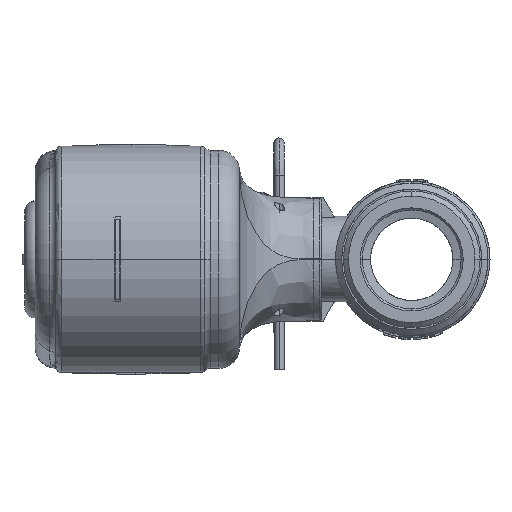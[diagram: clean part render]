
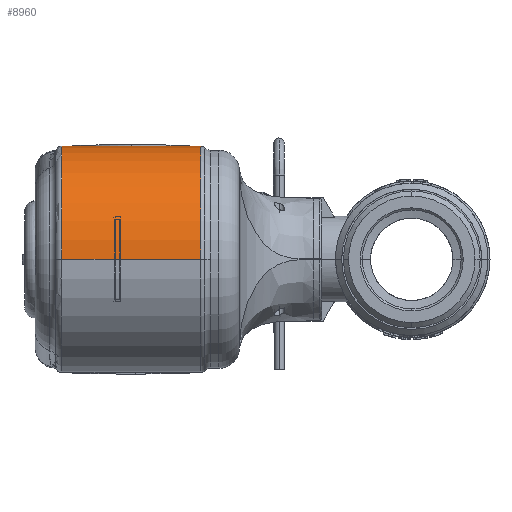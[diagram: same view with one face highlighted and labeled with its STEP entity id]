
A CAD part, left-side view. The second image highlights one B-rep face of the part: STEP entity #8960.
In plain terms, the highlighted cylindrical face has radius 27.5 mm (diameter 55 mm), a partial arc.
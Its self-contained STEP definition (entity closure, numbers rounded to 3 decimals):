
#5074=CARTESIAN_POINT('Vertex',(-68.365,44.932,281.111)) ;
#5077=CARTESIAN_POINT('Line Origine',(-68.365,28.089,281.111)) ;
#5081=CARTESIAN_POINT('Vertex',(-68.365,11.246,281.111)) ;
#6608=CARTESIAN_POINT('Vertex',(-95.865,44.932,253.611)) ;
#6633=CARTESIAN_POINT('Axis2P3D Location',(-68.365,44.932,253.611)) ;
#6806=CARTESIAN_POINT('Axis2P3D Location',(-68.365,46.432,253.611)) ;
#6811=CARTESIAN_POINT('Line Origine',(-95.865,46.432,253.611)) ;
#6815=CARTESIAN_POINT('Vertex',(-95.865,11.246,253.611)) ;
#8949=CARTESIAN_POINT('Axis2P3D Location',(-68.365,11.246,253.611)) ;
#5078=DIRECTION('Vector Direction',(0.,-1.,0.)) ;
#6634=DIRECTION('Axis2P3D Direction',(0.,-1.,0.)) ;
#6807=DIRECTION('Axis2P3D Direction',(0.,-1.,0.)) ;
#6808=DIRECTION('Axis2P3D XDirection',(0.,0.,1.)) ;
#6812=DIRECTION('Vector Direction',(0.,-1.,0.)) ;
#8950=DIRECTION('Axis2P3D Direction',(0.,-1.,0.)) ;
#6635=AXIS2_PLACEMENT_3D('Circle Axis2P3D',#6633,#6634,$) ;
#6809=AXIS2_PLACEMENT_3D('Cylinder Axis2P3D',#6806,#6807,#6808) ;
#8951=AXIS2_PLACEMENT_3D('Circle Axis2P3D',#8949,#8950,$) ;
#8955=ORIENTED_EDGE('',*,*,#5083,.F.) ;
#8956=ORIENTED_EDGE('',*,*,#6637,.T.) ;
#8957=ORIENTED_EDGE('',*,*,#6817,.T.) ;
#8958=ORIENTED_EDGE('',*,*,#8953,.T.) ;
#5079=VECTOR('Line Direction',#5078,1.) ;
#6813=VECTOR('Line Direction',#6812,1.) ;
#8960=ADVANCED_FACE('',(#8959),#6810,.T.) ;
#6636=CIRCLE('generated circle',#6635,27.5) ;
#8952=CIRCLE('generated circle',#8951,27.5) ;
#6810=CYLINDRICAL_SURFACE('generated cylinder',#6809,27.5) ;
#5083=EDGE_CURVE('',#5075,#5082,#5080,.T.) ;
#6637=EDGE_CURVE('',#5075,#6609,#6636,.T.) ;
#6817=EDGE_CURVE('',#6609,#6816,#6814,.T.) ;
#8953=EDGE_CURVE('',#6816,#5082,#8952,.F.) ;
#8954=EDGE_LOOP('',(#8955,#8956,#8957,#8958)) ;
#8959=FACE_OUTER_BOUND('',#8954,.T.) ;
#5080=LINE('Line',#5077,#5079) ;
#6814=LINE('Line',#6811,#6813) ;
#5075=VERTEX_POINT('',#5074) ;
#5082=VERTEX_POINT('',#5081) ;
#6609=VERTEX_POINT('',#6608) ;
#6816=VERTEX_POINT('',#6815) ;
